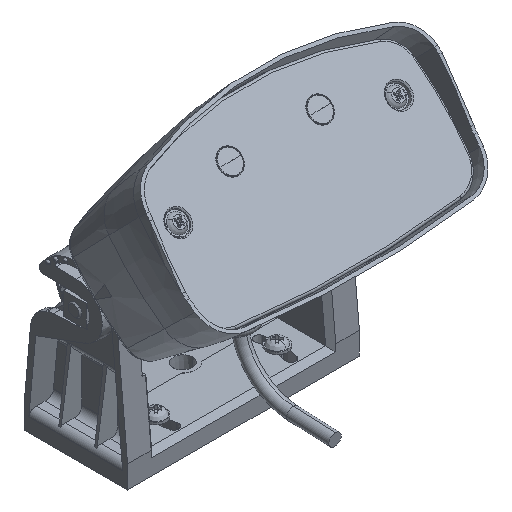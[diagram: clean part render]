
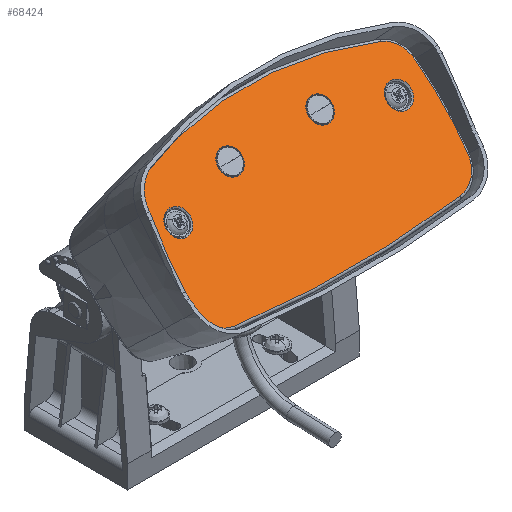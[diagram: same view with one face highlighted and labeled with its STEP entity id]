
A CAD part, isometric view. The second image highlights one B-rep face of the part: STEP entity #68424.
In plain terms, the highlighted planar face has unit normal (0, -0.707, 0.707).
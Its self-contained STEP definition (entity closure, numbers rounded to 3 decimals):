
#20789=CARTESIAN_POINT('',(48.895,-60.779,
93.953));
#20790=DIRECTION('',(0.,-0.707,0.707));
#20791=DIRECTION('',(0.1,-0.704,-0.704));
#20792=AXIS2_PLACEMENT_3D('',#20789,#20790,#20791);
#20794=CARTESIAN_POINT('',(0.,283.974,
438.706));
#20795=DIRECTION('',(0.,-0.707,0.707));
#20796=DIRECTION('',(-0.1,-0.704,-0.704));
#20797=AXIS2_PLACEMENT_3D('',#20794,#20795,#20796);
#20799=CARTESIAN_POINT('',(-48.895,-60.779,
93.953));
#20800=DIRECTION('',(0.,-0.707,0.707));
#20801=DIRECTION('',(-0.992,-0.089,-0.089));
#20802=AXIS2_PLACEMENT_3D('',#20799,#20800,#20801);
#20804=CARTESIAN_POINT('',(90.,-48.366,106.366));
#20805=DIRECTION('',(0.,-0.707,0.707));
#20806=DIRECTION('',(-0.995,0.069,0.069));
#20807=AXIS2_PLACEMENT_3D('',#20804,#20805,#20806);
#20809=CARTESIAN_POINT('',(-49.332,-38.71,
116.022));
#20810=DIRECTION('',(0.,-0.707,0.707));
#20811=DIRECTION('',(-0.329,0.668,0.668));
#20812=AXIS2_PLACEMENT_3D('',#20809,#20810,#20811);
#20814=CARTESIAN_POINT('',(0.,-138.876,
15.856));
#20815=DIRECTION('',(0.,-0.707,0.707));
#20816=DIRECTION('',(0.329,0.668,0.668));
#20817=AXIS2_PLACEMENT_3D('',#20814,#20815,#20816);
#20819=CARTESIAN_POINT('',(49.332,-38.71,
116.022));
#20820=DIRECTION('',(0.,-0.707,0.707));
#20821=DIRECTION('',(0.995,0.069,0.069));
#20822=AXIS2_PLACEMENT_3D('',#20819,#20820,#20821);
#20824=CARTESIAN_POINT('',(-90.,-48.366,106.366));
#20825=DIRECTION('',(0.,-0.707,0.707));
#20826=DIRECTION('',(0.992,-0.089,-0.089));
#20827=AXIS2_PLACEMENT_3D('',#20824,#20825,#20826);
#20829=CARTESIAN_POINT('',(-20.,-37.052,117.68));
#20830=DIRECTION('',(0.,0.707,-0.707));
#20831=DIRECTION('',(0.,0.707,0.707));
#20832=AXIS2_PLACEMENT_3D('',#20829,#20830,#20831);
#20834=CARTESIAN_POINT('',(-20.,-37.052,117.68));
#20835=DIRECTION('',(0.,0.707,-0.707));
#20836=DIRECTION('',(0.,-0.707,-0.707));
#20837=AXIS2_PLACEMENT_3D('',#20834,#20835,#20836);
#20839=CARTESIAN_POINT('',(20.,-37.052,117.68));
#20840=DIRECTION('',(0.,0.707,-0.707));
#20841=DIRECTION('',(0.,0.707,0.707));
#20842=AXIS2_PLACEMENT_3D('',#20839,#20840,#20841);
#20844=CARTESIAN_POINT('',(20.,-37.052,117.68));
#20845=DIRECTION('',(0.,0.707,-0.707));
#20846=DIRECTION('',(0.,-0.707,-0.707));
#20847=AXIS2_PLACEMENT_3D('',#20844,#20845,#20846);
#20849=CARTESIAN_POINT('',(49.,-43.063,111.669));
#20850=DIRECTION('',(0.,0.707,-0.707));
#20851=DIRECTION('',(0.,0.707,0.707));
#20852=AXIS2_PLACEMENT_3D('',#20849,#20850,#20851);
#20854=CARTESIAN_POINT('',(49.,-43.063,111.669));
#20855=DIRECTION('',(0.,0.707,-0.707));
#20856=DIRECTION('',(0.,-0.707,-0.707));
#20857=AXIS2_PLACEMENT_3D('',#20854,#20855,#20856);
#20859=CARTESIAN_POINT('',(-49.,-43.063,111.669));
#20860=DIRECTION('',(0.,0.707,-0.707));
#20861=DIRECTION('',(0.,-0.707,-0.707));
#20862=AXIS2_PLACEMENT_3D('',#20859,#20860,#20861);
#20864=CARTESIAN_POINT('',(-49.,-43.063,111.669));
#20865=DIRECTION('',(0.,0.707,-0.707));
#20866=DIRECTION('',(0.,0.707,0.707));
#20867=AXIS2_PLACEMENT_3D('',#20864,#20865,#20866);
#32173=CARTESIAN_POINT('',(-20.,-33.398,121.334));
#32174=CARTESIAN_POINT('',(-20.,-40.707,114.026));
#32175=VERTEX_POINT('',#32173);
#32176=VERTEX_POINT('',#32174);
#32181=CARTESIAN_POINT('',(20.,-33.398,121.334));
#32182=CARTESIAN_POINT('',(20.,-40.707,114.026));
#32183=VERTEX_POINT('',#32181);
#32184=VERTEX_POINT('',#32182);
#32685=CARTESIAN_POINT('',(49.,-39.317,115.415));
#32686=CARTESIAN_POINT('',(49.,-46.808,107.924));
#32687=VERTEX_POINT('',#32685);
#32688=VERTEX_POINT('',#32686);
#32693=CARTESIAN_POINT('',(-49.,-46.808,107.924));
#32694=CARTESIAN_POINT('',(-49.,-39.317,115.415));
#32695=VERTEX_POINT('',#32693);
#32696=VERTEX_POINT('',#32694);
#32783=CARTESIAN_POINT('',(50.094,-69.234,
85.498));
#32784=CARTESIAN_POINT('',(60.818,-61.844,
92.888));
#32785=VERTEX_POINT('',#32783);
#32786=VERTEX_POINT('',#32784);
#32791=CARTESIAN_POINT('',(61.292,-37.881,
116.851));
#32792=VERTEX_POINT('',#32791);
#32795=CARTESIAN_POINT('',(53.285,-30.685,
124.047));
#32796=VERTEX_POINT('',#32795);
#32799=CARTESIAN_POINT('',(-53.285,-30.685,
124.047));
#32800=VERTEX_POINT('',#32799);
#32803=CARTESIAN_POINT('',(-61.292,-37.881,
116.851));
#32804=VERTEX_POINT('',#32803);
#32807=CARTESIAN_POINT('',(-60.818,-61.844,
92.888));
#32808=VERTEX_POINT('',#32807);
#32811=CARTESIAN_POINT('',(-50.094,-69.234,
85.498));
#32812=VERTEX_POINT('',#32811);
#68378=CARTESIAN_POINT('',(0.,-48.366,
106.366));
#68379=DIRECTION('',(0.,-0.707,0.707));
#68380=DIRECTION('',(0.,-0.707,-0.707));
#68381=AXIS2_PLACEMENT_3D('',#68378,#68379,#68380);
#68382=PLANE('',#68381);
#68384=ORIENTED_EDGE('',*,*,#68383,.F.);
#68386=ORIENTED_EDGE('',*,*,#68385,.F.);
#68387=ORIENTED_EDGE('',*,*,#68356,.F.);
#68389=ORIENTED_EDGE('',*,*,#68388,.F.);
#68391=ORIENTED_EDGE('',*,*,#68390,.F.);
#68393=ORIENTED_EDGE('',*,*,#68392,.F.);
#68395=ORIENTED_EDGE('',*,*,#68394,.F.);
#68397=ORIENTED_EDGE('',*,*,#68396,.F.);
#68398=EDGE_LOOP('',(#68384,#68386,#68387,#68389,#68391,#68393,#68395,#68397));
#68399=FACE_OUTER_BOUND('',#68398,.F.);
#68401=ORIENTED_EDGE('',*,*,#68400,.F.);
#68403=ORIENTED_EDGE('',*,*,#68402,.F.);
#68404=EDGE_LOOP('',(#68401,#68403));
#68405=FACE_BOUND('',#68404,.F.);
#68407=ORIENTED_EDGE('',*,*,#68406,.F.);
#68409=ORIENTED_EDGE('',*,*,#68408,.F.);
#68410=EDGE_LOOP('',(#68407,#68409));
#68411=FACE_BOUND('',#68410,.F.);
#68413=ORIENTED_EDGE('',*,*,#68412,.F.);
#68415=ORIENTED_EDGE('',*,*,#68414,.F.);
#68416=EDGE_LOOP('',(#68413,#68415));
#68417=FACE_BOUND('',#68416,.F.);
#68419=ORIENTED_EDGE('',*,*,#68418,.F.);
#68421=ORIENTED_EDGE('',*,*,#68420,.F.);
#68422=EDGE_LOOP('',(#68419,#68421));
#68423=FACE_BOUND('',#68422,.F.);
#68424=ADVANCED_FACE('',(#68399,#68405,#68411,#68417,#68423),#68382,.T.);
#20793=CIRCLE('',#20792,12.017);
#20798=CIRCLE('',#20797,502.017);
#20803=CIRCLE('',#20802,12.017);
#20808=CIRCLE('',#20807,152.017);
#20813=CIRCLE('',#20812,12.017);
#20818=CIRCLE('',#20817,162.017);
#20823=CIRCLE('',#20822,12.017);
#20828=CIRCLE('',#20827,152.017);
#20833=CIRCLE('',#20832,5.168);
#20838=CIRCLE('',#20837,5.168);
#20843=CIRCLE('',#20842,5.168);
#20848=CIRCLE('',#20847,5.168);
#20853=CIRCLE('',#20852,5.297);
#20858=CIRCLE('',#20857,5.297);
#20863=CIRCLE('',#20862,5.297);
#20868=CIRCLE('',#20867,5.297);
#68356=EDGE_CURVE('',#32808,#32812,#20803,.T.);
#68383=EDGE_CURVE('',#32785,#32786,#20793,.T.);
#68385=EDGE_CURVE('',#32812,#32785,#20798,.T.);
#68388=EDGE_CURVE('',#32804,#32808,#20808,.T.);
#68390=EDGE_CURVE('',#32800,#32804,#20813,.T.);
#68392=EDGE_CURVE('',#32796,#32800,#20818,.T.);
#68394=EDGE_CURVE('',#32792,#32796,#20823,.T.);
#68396=EDGE_CURVE('',#32786,#32792,#20828,.T.);
#68400=EDGE_CURVE('',#32175,#32176,#20833,.T.);
#68402=EDGE_CURVE('',#32176,#32175,#20838,.T.);
#68406=EDGE_CURVE('',#32183,#32184,#20843,.T.);
#68408=EDGE_CURVE('',#32184,#32183,#20848,.T.);
#68412=EDGE_CURVE('',#32687,#32688,#20853,.T.);
#68414=EDGE_CURVE('',#32688,#32687,#20858,.T.);
#68418=EDGE_CURVE('',#32695,#32696,#20863,.T.);
#68420=EDGE_CURVE('',#32696,#32695,#20868,.T.);
